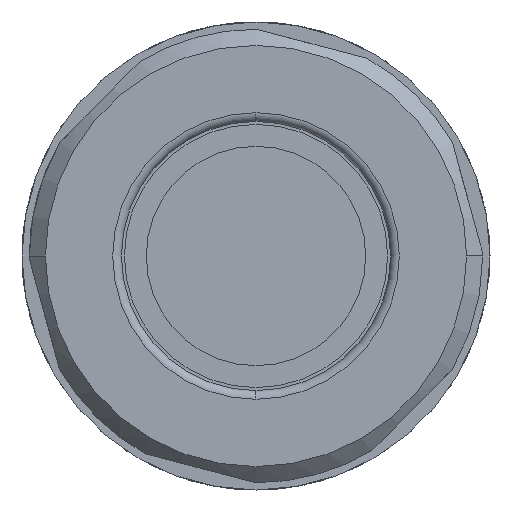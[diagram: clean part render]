
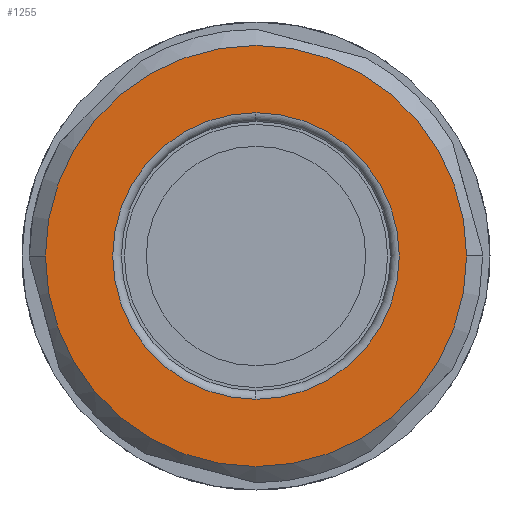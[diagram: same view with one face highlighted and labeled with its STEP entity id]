
A CAD part, left-side view. The second image highlights one B-rep face of the part: STEP entity #1255.
In plain terms, the highlighted planar face has unit normal (-1, 0, 0).
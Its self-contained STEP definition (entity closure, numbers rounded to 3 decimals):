
#295 = AXIS2_PLACEMENT_3D ( 'NONE', #14994, #4145, #16815 ) ;
#1255 = ADVANCED_FACE ( 'NONE', ( #23228, #13012 ), #13500, .T. ) ;
#2371 = ORIENTED_EDGE ( 'NONE', *, *, #2385, .F. ) ;
#2385 = EDGE_CURVE ( 'NONE', #6080, #13923, #20626, .T. ) ;
#2890 = AXIS2_PLACEMENT_3D ( 'NONE', #8494, #21190, #10330 ) ;
#3876 = DIRECTION ( 'NONE',  ( 1., 0., 0. ) ) ;
#4145 = DIRECTION ( 'NONE',  ( 1., 0., 0. ) ) ;
#4178 = CIRCLE ( 'NONE', #11164, 4.9 ) ;
#4343 = CARTESIAN_POINT ( 'NONE',  ( -49.8, 7.2, 0. ) ) ;
#6080 = VERTEX_POINT ( 'NONE', #4343 ) ;
#6142 = AXIS2_PLACEMENT_3D ( 'NONE', #14748, #3876, #16568 ) ;
#8047 = VERTEX_POINT ( 'NONE', #8640 ) ;
#8494 = CARTESIAN_POINT ( 'NONE',  ( -49.8, 0., 0. ) ) ;
#8640 = CARTESIAN_POINT ( 'NONE',  ( -49.8, 0., -4.9 ) ) ;
#9119 = EDGE_LOOP ( 'NONE', ( #2371, #10383 ) ) ;
#9546 = EDGE_CURVE ( 'NONE', #13923, #6080, #17836, .T. ) ;
#9813 = DIRECTION ( 'NONE',  ( 1., 0., 0. ) ) ;
#10330 = DIRECTION ( 'NONE',  ( 0., 1., 0. ) ) ;
#10383 = ORIENTED_EDGE ( 'NONE', *, *, #9546, .F. ) ;
#10484 = EDGE_CURVE ( 'NONE', #21900, #8047, #4178, .T. ) ;
#11164 = AXIS2_PLACEMENT_3D ( 'NONE', #20667, #9813, #22506 ) ;
#12936 = DIRECTION ( 'NONE',  ( 0., -1., 0. ) ) ;
#13012 = FACE_OUTER_BOUND ( 'NONE', #9119, .T. ) ;
#13014 = DIRECTION ( 'NONE',  ( -1., 0., 0. ) ) ;
#13184 = CARTESIAN_POINT ( 'NONE',  ( -49.8, -7.739, -2.026 ) ) ;
#13500 = PLANE ( 'NONE',  #21704 ) ;
#13923 = VERTEX_POINT ( 'NONE', #18112 ) ;
#14748 = CARTESIAN_POINT ( 'NONE',  ( -49.8, 0., 0. ) ) ;
#14994 = CARTESIAN_POINT ( 'NONE',  ( -49.8, 0., 0. ) ) ;
#15704 = CIRCLE ( 'NONE', #6142, 4.9 ) ;
#15801 = ORIENTED_EDGE ( 'NONE', *, *, #10484, .T. ) ;
#16568 = DIRECTION ( 'NONE',  ( 0., 0., 1. ) ) ;
#16815 = DIRECTION ( 'NONE',  ( 0., 1., 0. ) ) ;
#17649 = EDGE_LOOP ( 'NONE', ( #15801, #19898 ) ) ;
#17836 = CIRCLE ( 'NONE', #295, 7.2 ) ;
#18112 = CARTESIAN_POINT ( 'NONE',  ( -49.8, -7.2, 0. ) ) ;
#19898 = ORIENTED_EDGE ( 'NONE', *, *, #20790, .T. ) ;
#20021 = CARTESIAN_POINT ( 'NONE',  ( -49.8, 0., 4.9 ) ) ;
#20626 = CIRCLE ( 'NONE', #2890, 7.2 ) ;
#20667 = CARTESIAN_POINT ( 'NONE',  ( -49.8, 0., 0. ) ) ;
#20790 = EDGE_CURVE ( 'NONE', #8047, #21900, #15704, .T. ) ;
#21190 = DIRECTION ( 'NONE',  ( 1., 0., 0. ) ) ;
#21704 = AXIS2_PLACEMENT_3D ( 'NONE', #13184, #13014, #12936 ) ;
#21900 = VERTEX_POINT ( 'NONE', #20021 ) ;
#22506 = DIRECTION ( 'NONE',  ( 0., 0., 1. ) ) ;
#23228 = FACE_BOUND ( 'NONE', #17649, .T. ) ;
